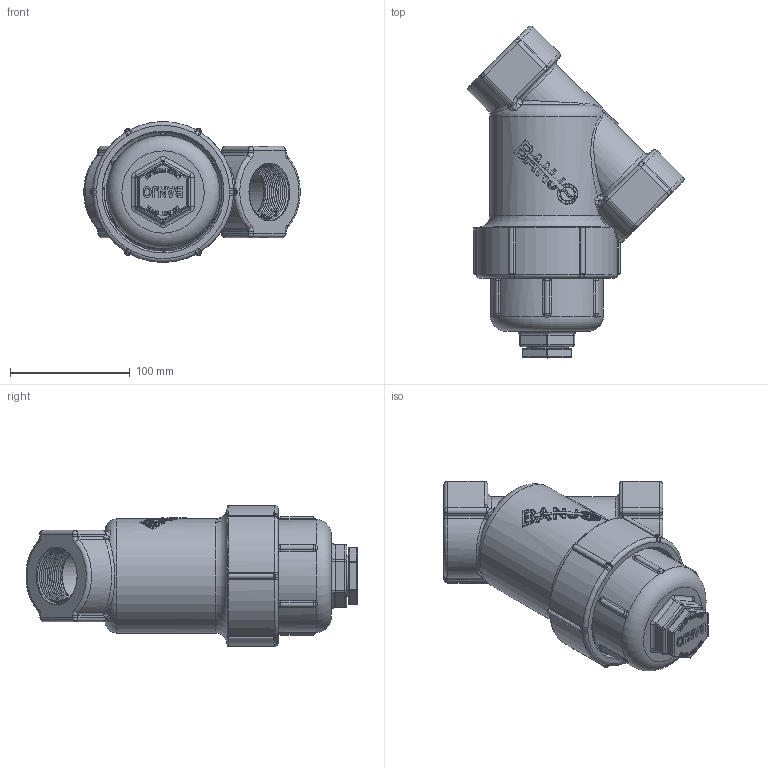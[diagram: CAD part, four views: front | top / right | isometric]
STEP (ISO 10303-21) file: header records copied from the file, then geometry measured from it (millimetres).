
FILE_DESCRIPTION(/* description */ ('1 1/2" LINE STRAINER BODY'),/* implementation_level */ '2;1');
FILE_NAME(/* name */ 'LS150BC.stp',/* time_stamp */ '2015-12-15T11:38:23-05:00',/* author */ ('MJC'),/* organization */ (''),/* preprocessor_version */ 'ST-DEVELOPER v16.1',/* originating_system */ 'Autodesk Inventor 2016',/* authorisation */ '');
FILE_SCHEMA (('AUTOMOTIVE_DESIGN { 1 0 10303 214 3 1 1 }'));
Length unit declared in the file: inch
Products named in the file (7): LS150-B; LS150XC; LSQ200-PL; LSQ200-R; LS150-C; LS150-G; LS150BC
Assembly tree (6 placements, depth 3):
  LS150BC
    LS150-B
    LS150-C
      LS150XC
      LSQ200-PL
      LSQ200-R
    LS150-G
Bounding box: 180.18 x 276.88 x 117.47 mm (x, y, z)
Volume: 920251.1 mm3; surface area: 233705 mm2
Topology: 4 solids, 5 shells, 1229 faces, 3098 edges, 1919 vertices
Faces by surface type: plane 523, bspline 306, cylinder 237, torus 86, sphere 50, cone 27
Full cylindrical faces by diameter (mm): 19.05 x1, 33.401 x1, 43.18 x2, 76.2 x1, 79.502 x1, 82.728 x1, 85.852 x1, 86.233 x1, 91.567 x1, 94.038 x4
Entity records: 51834 total; most frequent: CARTESIAN_POINT 24643, ORIENTED_EDGE 5946, DIRECTION 5055, EDGE_CURVE 2973, VERTEX_POINT 1867, AXIS2_PLACEMENT_3D 1864, LINE 1327, VECTOR 1327
